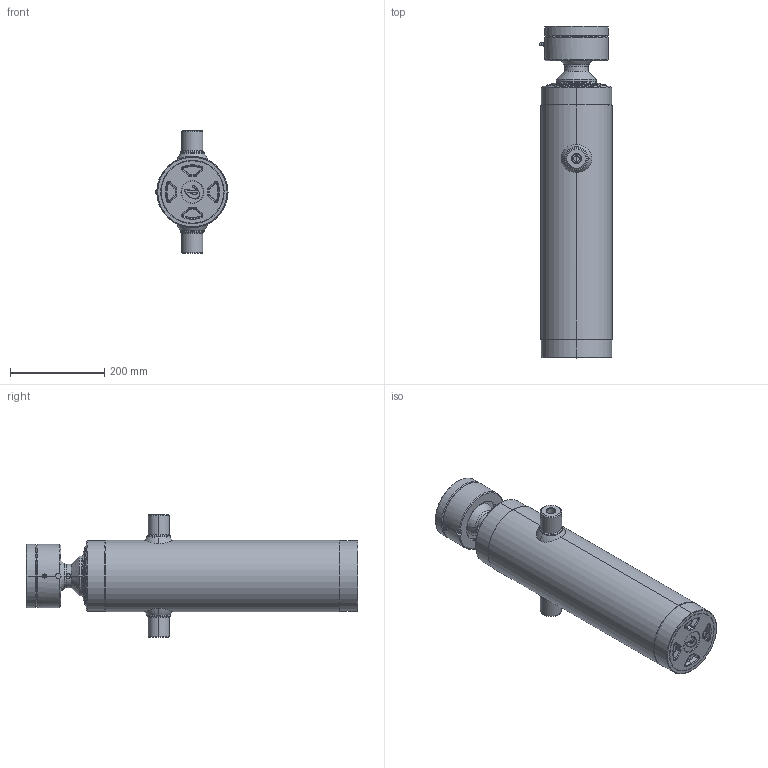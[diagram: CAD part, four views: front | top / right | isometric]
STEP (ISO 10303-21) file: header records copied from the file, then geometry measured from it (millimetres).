
FILE_DESCRIPTION (( 'STEP AP203' ), '1' );
FILE_NAME ('315.IR.STEP', '2023-09-13T09:52:31', ( '' ), ( '' ), 'SwSTEP 2.0', 'SolidWorks 2021', '' );
FILE_SCHEMA (( 'CONFIG_CONTROL_DESIGN' ));
Length unit declared in the file: millimetre
Products named in the file (1): 315.IR
Bounding box: 153.25 x 706 x 260.5 mm (x, y, z)
Surface area: 954074.4 mm2 (no closed solid volume)
Topology: 0 solids, 19 shells, 282 faces, 753 edges, 478 vertices
Faces by surface type: cylinder 81, cone 75, torus 74, plane 43, bspline 7, sphere 2
Entity records: 10455 total; most frequent: CARTESIAN_POINT 3310, DIRECTION 1677, ORIENTED_EDGE 1283, EDGE_CURVE 748, AXIS2_PLACEMENT_3D 713, VERTEX_POINT 475, CIRCLE 437, EDGE_LOOP 300
